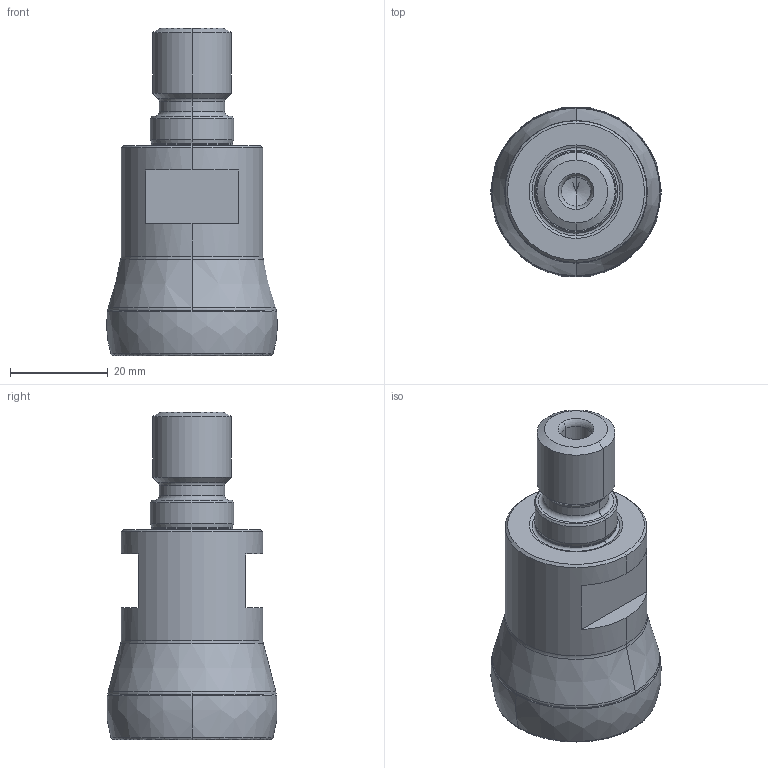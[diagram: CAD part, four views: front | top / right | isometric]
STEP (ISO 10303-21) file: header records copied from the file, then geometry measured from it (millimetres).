
FILE_DESCRIPTION((''),'2;1');
FILE_NAME('12L8J035043X8R00','2021-05-10T',('ruebsamenm'),(''),'CREO PARAMETRIC BY PTC INC, 2017480','CREO PARAMETRIC BY PTC INC, 2017480','');
FILE_SCHEMA(('AUTOMOTIVE_DESIGN { 1 0 10303 214 1 1 1 1 }'));
Length unit declared in the file: millimetre
Products named in the file (3): NOCUT; CUT; 12L8J035043X8R00
Assembly tree (2 placements, depth 2):
  12L8J035043X8R00
    NOCUT
    CUT
Bounding box: 34.93 x 34.7 x 67 mm (x, y, z)
Volume: 38198.5 mm3; surface area: 10407.2 mm2
Topology: 2 solids, 2 shells, 92 faces, 190 edges, 101 vertices
Faces by surface type: revolution 32, cone 20, torus 18, cylinder 12, plane 10
Entity records: 5145 total; most frequent: CARTESIAN_POINT 2388, DIRECTION 453, ORIENTED_EDGE 376, PRESENTATION_STYLE_ASSIGNMENT 199, STYLED_ITEM 199, CURVE_STYLE 197, AXIS2_PLACEMENT_3D 189, EDGE_CURVE 188
